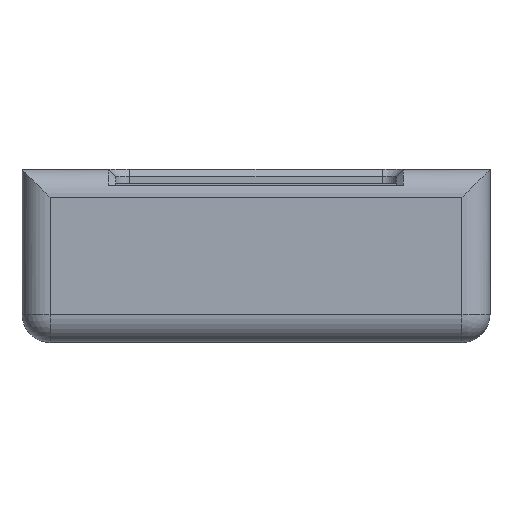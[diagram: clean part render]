
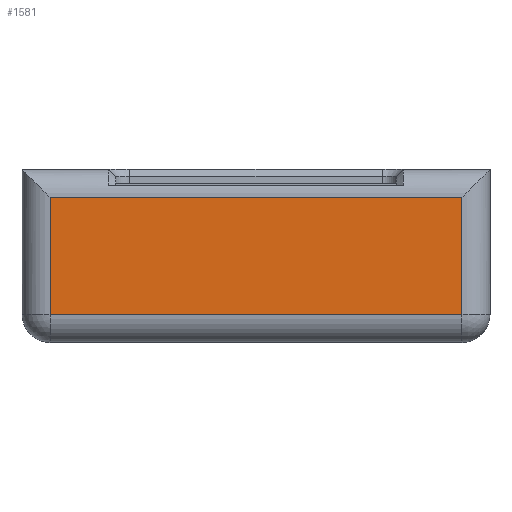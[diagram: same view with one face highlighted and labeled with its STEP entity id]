
A CAD part, front view. The second image highlights one B-rep face of the part: STEP entity #1581.
In plain terms, the highlighted planar face has unit normal (0, -1, 0).
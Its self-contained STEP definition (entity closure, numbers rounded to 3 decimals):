
#313 = VERTEX_POINT('',#314);
#314 = CARTESIAN_POINT('',(-44.,-75.5,31.));
#321 = EDGE_CURVE('',#313,#322,#324,.T.);
#322 = VERTEX_POINT('',#323);
#323 = CARTESIAN_POINT('',(44.,-75.5,31.));
#324 = LINE('',#325,#326);
#325 = CARTESIAN_POINT('',(-50.,-75.5,31.));
#326 = VECTOR('',#327,1.);
#327 = DIRECTION('',(1.,0.,0.));
#1518 = EDGE_CURVE('',#313,#1519,#1521,.T.);
#1519 = VERTEX_POINT('',#1520);
#1520 = CARTESIAN_POINT('',(-44.,-75.5,6.));
#1521 = LINE('',#1522,#1523);
#1522 = CARTESIAN_POINT('',(-44.,-75.5,37.));
#1523 = VECTOR('',#1524,1.);
#1524 = DIRECTION('',(-0.,-0.,-1.));
#1581 = ADVANCED_FACE('',(#1582),#1600,.T.);
#1582 = FACE_BOUND('',#1583,.T.);
#1583 = EDGE_LOOP('',(#1584,#1585,#1593,#1599));
#1584 = ORIENTED_EDGE('',*,*,#1518,.T.);
#1585 = ORIENTED_EDGE('',*,*,#1586,.F.);
#1586 = EDGE_CURVE('',#1587,#1519,#1589,.T.);
#1587 = VERTEX_POINT('',#1588);
#1588 = CARTESIAN_POINT('',(44.,-75.5,6.));
#1589 = LINE('',#1590,#1591);
#1590 = CARTESIAN_POINT('',(50.,-75.5,6.));
#1591 = VECTOR('',#1592,1.);
#1592 = DIRECTION('',(-1.,0.,0.));
#1593 = ORIENTED_EDGE('',*,*,#1594,.F.);
#1594 = EDGE_CURVE('',#322,#1587,#1595,.T.);
#1595 = LINE('',#1596,#1597);
#1596 = CARTESIAN_POINT('',(44.,-75.5,37.));
#1597 = VECTOR('',#1598,1.);
#1598 = DIRECTION('',(-0.,-0.,-1.));
#1599 = ORIENTED_EDGE('',*,*,#321,.F.);
#1600 = PLANE('',#1601);
#1601 = AXIS2_PLACEMENT_3D('',#1602,#1603,#1604);
#1602 = CARTESIAN_POINT('',(-50.,-75.5,37.));
#1603 = DIRECTION('',(0.,-1.,0.));
#1604 = DIRECTION('',(1.,0.,0.));
